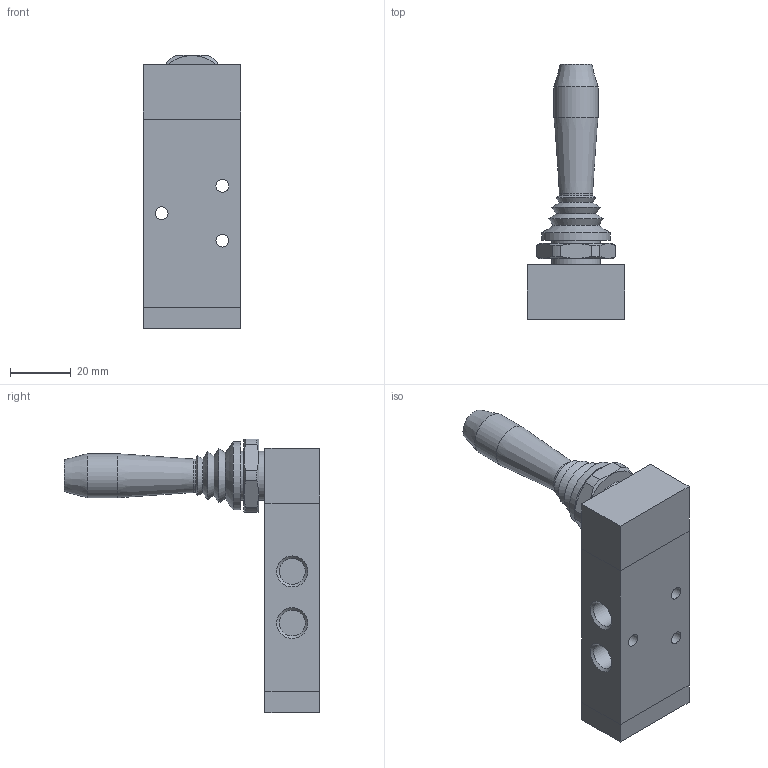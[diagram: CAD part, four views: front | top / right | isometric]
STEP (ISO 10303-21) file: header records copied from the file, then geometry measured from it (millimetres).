
FILE_DESCRIPTION((''),'2;1');
FILE_NAME('228_52_9_1-#.stp','2006-12-19T11:43:11',('rivolro1'),(''),'Autodesk Inventor 11','Autodesk Inventor 11','');
FILE_SCHEMA(('AUTOMOTIVE_DESIGN { 1 0 10303 214 1 1 1 1 }'));
Length unit declared in the file: millimetre
Products named in the file (3): 228_52_9_1-#; RS-218-74
Assembly tree (2 placements, depth 2):
  228_52_9_1-#
    228_52_9_1-#
    RS-218-74
Bounding box: 32 x 84.01 x 90 mm (x, y, z)
Volume: 59256.8 mm3; surface area: 16093.4 mm2
Topology: 2 solids, 2 shells, 68 faces, 150 edges, 95 vertices
Faces by surface type: plane 26, bspline 17, cylinder 13, cone 12
Full cylindrical faces by diameter (mm): 4.25 x3, 11 x1, 14.5 x1, 16 x1, 22.5 x1
Entity records: 1911 total; most frequent: CARTESIAN_POINT 520, DIRECTION 268, ORIENTED_EDGE 228, EDGE_LOOP 116, EDGE_CURVE 114, AXIS2_PLACEMENT_3D 110, VERTEX_POINT 90, FACE_OUTER_BOUND 68
